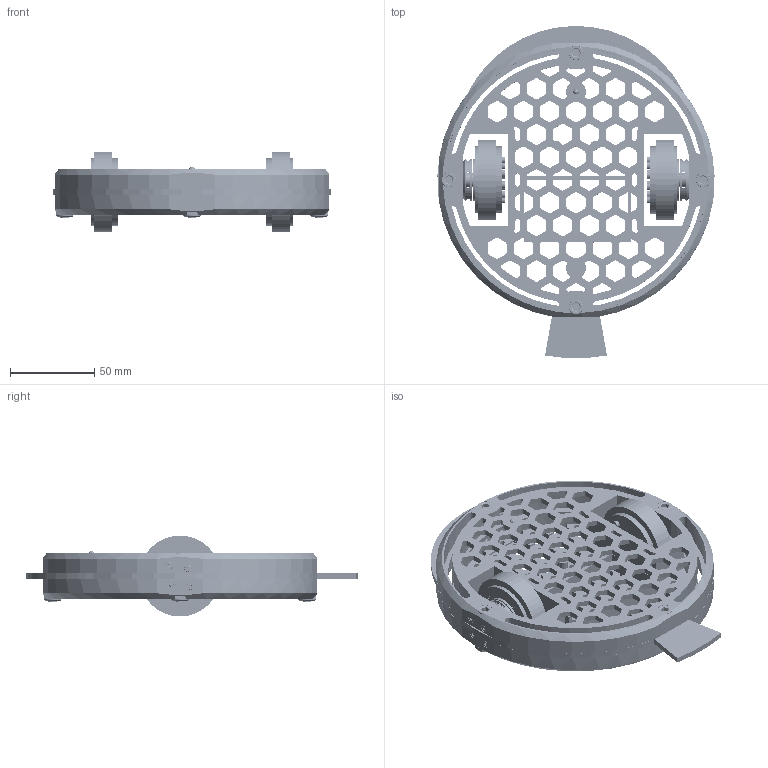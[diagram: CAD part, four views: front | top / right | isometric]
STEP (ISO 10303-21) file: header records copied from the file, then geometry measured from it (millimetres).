
FILE_DESCRIPTION(('FreeCAD Model'),'2;1');
FILE_NAME('Open CASCADE Shape Model','2025-05-02T03:16:12',('FreeCAD'),( 'FreeCAD'),'Open CASCADE STEP processor 7.6','FreeCAD','Unknown');
FILE_SCHEMA(('AUTOMOTIVE_DESIGN { 1 0 10303 214 1 1 1 1 }'));
Products named in the file (1): Open CASCADE STEP translator 7.6 1
Bounding box: 164.76 x 197.36 x 48.06 mm (x, y, z)
Volume: 217778.6 mm3; surface area: 182619.2 mm2
Topology: 52 solids, 860 shells, 7741 faces, 21957 edges, 12790 vertices
Faces by surface type: bspline 7741
Entity records: 264463 total; most frequent: CARTESIAN_POINT 153901, ORIENTED_EDGE 35812, EDGE_CURVE 19829, VERTEX_POINT 12790, B_SPLINE_CURVE_WITH_KNOTS 12585, FACE_BOUND 8529, EDGE_LOOP 8529, ADVANCED_FACE 7741
